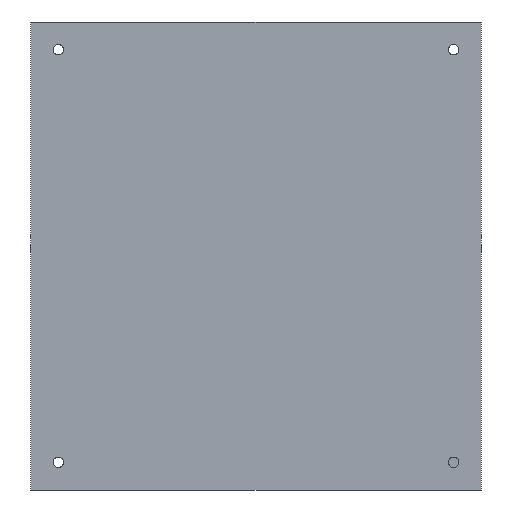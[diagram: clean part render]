
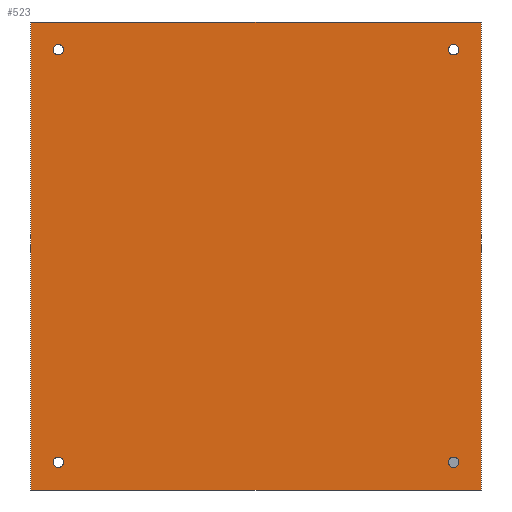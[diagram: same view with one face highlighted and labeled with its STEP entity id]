
A CAD part, front view. The second image highlights one B-rep face of the part: STEP entity #523.
In plain terms, the highlighted planar face has unit normal (0, -1, 0).
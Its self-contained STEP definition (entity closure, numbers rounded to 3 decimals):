
#2 = DIRECTION ( 'NONE',  ( 0., 0., -1. ) ) ;
#5 = EDGE_CURVE ( 'NONE', #655, #387, #667, .T. ) ;
#14 = ORIENTED_EDGE ( 'NONE', *, *, #809, .F. ) ;
#15 = DIRECTION ( 'NONE',  ( 0., 0., 1. ) ) ;
#19 = ORIENTED_EDGE ( 'NONE', *, *, #580, .T. ) ;
#20 = DIRECTION ( 'NONE',  ( 0., 1., 0. ) ) ;
#37 = DIRECTION ( 'NONE',  ( 0., 0., 1. ) ) ;
#38 = EDGE_LOOP ( 'NONE', ( #791, #14, #181, #113 ) ) ;
#41 = CARTESIAN_POINT ( 'NONE',  ( -57., 0., 58. ) ) ;
#53 = VECTOR ( 'NONE', #2, 1000. ) ;
#57 = DIRECTION ( 'NONE',  ( 0., -1., 0. ) ) ;
#59 = DIRECTION ( 'NONE',  ( 0., 0., 1. ) ) ;
#60 = CIRCLE ( 'NONE', #621, 1.5 ) ;
#62 = DIRECTION ( 'NONE',  ( 0., 1., 0. ) ) ;
#66 = CARTESIAN_POINT ( 'NONE',  ( 65., 0., 67.5 ) ) ;
#104 = AXIS2_PLACEMENT_3D ( 'NONE', #636, #57, #201 ) ;
#113 = ORIENTED_EDGE ( 'NONE', *, *, #618, .F. ) ;
#122 = EDGE_LOOP ( 'NONE', ( #670, #785 ) ) ;
#126 = FACE_BOUND ( 'NONE', #122, .T. ) ;
#130 = FACE_BOUND ( 'NONE', #487, .T. ) ;
#133 = CARTESIAN_POINT ( 'NONE',  ( 57., 0., -61. ) ) ;
#134 = DIRECTION ( 'NONE',  ( 0., 1., 0. ) ) ;
#143 = VECTOR ( 'NONE', #401, 1000. ) ;
#145 = CARTESIAN_POINT ( 'NONE',  ( -57., 0., -59.5 ) ) ;
#151 = EDGE_CURVE ( 'NONE', #544, #317, #771, .T. ) ;
#153 = VERTEX_POINT ( 'NONE', #357 ) ;
#162 = CIRCLE ( 'NONE', #702, 1.5 ) ;
#168 = DIRECTION ( 'NONE',  ( 0., 0., 1. ) ) ;
#180 = EDGE_CURVE ( 'NONE', #511, #153, #162, .T. ) ;
#181 = ORIENTED_EDGE ( 'NONE', *, *, #208, .F. ) ;
#190 = EDGE_CURVE ( 'NONE', #606, #778, #663, .T. ) ;
#191 = CARTESIAN_POINT ( 'NONE',  ( 57., 0., 59.5 ) ) ;
#194 = CARTESIAN_POINT ( 'NONE',  ( -65., 0., -67.5 ) ) ;
#201 = DIRECTION ( 'NONE',  ( 0., 0., -1. ) ) ;
#206 = LINE ( 'NONE', #658, #692 ) ;
#207 = ORIENTED_EDGE ( 'NONE', *, *, #798, .T. ) ;
#208 = EDGE_CURVE ( 'NONE', #590, #625, #206, .T. ) ;
#211 = CARTESIAN_POINT ( 'NONE',  ( 57., 0., -58. ) ) ;
#224 = ORIENTED_EDGE ( 'NONE', *, *, #608, .T. ) ;
#236 = CARTESIAN_POINT ( 'NONE',  ( -57., 0., -58. ) ) ;
#246 = CARTESIAN_POINT ( 'NONE',  ( -65., 0., 67.5 ) ) ;
#256 = FACE_OUTER_BOUND ( 'NONE', #38, .T. ) ;
#263 = AXIS2_PLACEMENT_3D ( 'NONE', #145, #389, #321 ) ;
#264 = CARTESIAN_POINT ( 'NONE',  ( -65., 0., 67.5 ) ) ;
#277 = CIRCLE ( 'NONE', #610, 1.5 ) ;
#310 = VECTOR ( 'NONE', #440, 1000. ) ;
#311 = CARTESIAN_POINT ( 'NONE',  ( -57., 0., 59.5 ) ) ;
#317 = VERTEX_POINT ( 'NONE', #211 ) ;
#318 = LINE ( 'NONE', #573, #310 ) ;
#321 = DIRECTION ( 'NONE',  ( 0., 0., 1. ) ) ;
#324 = CARTESIAN_POINT ( 'NONE',  ( 57., 0., 59.5 ) ) ;
#335 = CARTESIAN_POINT ( 'NONE',  ( -57., 0., -61. ) ) ;
#357 = CARTESIAN_POINT ( 'NONE',  ( 57., 0., 61. ) ) ;
#359 = EDGE_CURVE ( 'NONE', #317, #544, #60, .T. ) ;
#376 = FACE_BOUND ( 'NONE', #424, .T. ) ;
#382 = CARTESIAN_POINT ( 'NONE',  ( -57., 0., 61. ) ) ;
#387 = VERTEX_POINT ( 'NONE', #236 ) ;
#389 = DIRECTION ( 'NONE',  ( 0., 1., 0. ) ) ;
#401 = DIRECTION ( 'NONE',  ( 1., 0., 0. ) ) ;
#405 = LINE ( 'NONE', #264, #143 ) ;
#411 = AXIS2_PLACEMENT_3D ( 'NONE', #537, #796, #168 ) ;
#416 = ORIENTED_EDGE ( 'NONE', *, *, #151, .T. ) ;
#424 = EDGE_LOOP ( 'NONE', ( #416, #764 ) ) ;
#429 = VERTEX_POINT ( 'NONE', #41 ) ;
#434 = CARTESIAN_POINT ( 'NONE',  ( 57., 0., 58. ) ) ;
#438 = DIRECTION ( 'NONE',  ( 0., 1., 0. ) ) ;
#440 = DIRECTION ( 'NONE',  ( -1., 0., 0. ) ) ;
#487 = EDGE_LOOP ( 'NONE', ( #207, #224 ) ) ;
#493 = CARTESIAN_POINT ( 'NONE',  ( 57., 0., -59.5 ) ) ;
#500 = AXIS2_PLACEMENT_3D ( 'NONE', #191, #438, #59 ) ;
#510 = FACE_BOUND ( 'NONE', #800, .T. ) ;
#511 = VERTEX_POINT ( 'NONE', #434 ) ;
#518 = CARTESIAN_POINT ( 'NONE',  ( 65., 0., -67.5 ) ) ;
#523 = ADVANCED_FACE ( 'NONE', ( #510, #126, #256, #376, #130 ), #772, .T. ) ;
#525 = DIRECTION ( 'NONE',  ( 0., 1., 0. ) ) ;
#527 = AXIS2_PLACEMENT_3D ( 'NONE', #661, #20, #15 ) ;
#537 = CARTESIAN_POINT ( 'NONE',  ( 57., 0., -59.5 ) ) ;
#542 = CIRCLE ( 'NONE', #500, 1.5 ) ;
#544 = VERTEX_POINT ( 'NONE', #133 ) ;
#560 = VERTEX_POINT ( 'NONE', #382 ) ;
#567 = CIRCLE ( 'NONE', #527, 1.5 ) ;
#568 = DIRECTION ( 'NONE',  ( 0., 0., 1. ) ) ;
#569 = DIRECTION ( 'NONE',  ( 0., 0., 1. ) ) ;
#573 = CARTESIAN_POINT ( 'NONE',  ( -65., 0., -67.5 ) ) ;
#580 = EDGE_CURVE ( 'NONE', #153, #511, #542, .T. ) ;
#590 = VERTEX_POINT ( 'NONE', #194 ) ;
#606 = VERTEX_POINT ( 'NONE', #66 ) ;
#608 = EDGE_CURVE ( 'NONE', #560, #429, #677, .T. ) ;
#610 = AXIS2_PLACEMENT_3D ( 'NONE', #640, #525, #788 ) ;
#618 = EDGE_CURVE ( 'NONE', #778, #590, #318, .T. ) ;
#621 = AXIS2_PLACEMENT_3D ( 'NONE', #493, #803, #816 ) ;
#625 = VERTEX_POINT ( 'NONE', #246 ) ;
#630 = AXIS2_PLACEMENT_3D ( 'NONE', #311, #62, #568 ) ;
#634 = CARTESIAN_POINT ( 'NONE',  ( 65., 0., 67.5 ) ) ;
#636 = CARTESIAN_POINT ( 'NONE',  ( 0., 0., 0. ) ) ;
#640 = CARTESIAN_POINT ( 'NONE',  ( -57., 0., -59.5 ) ) ;
#649 = ORIENTED_EDGE ( 'NONE', *, *, #180, .T. ) ;
#653 = EDGE_CURVE ( 'NONE', #387, #655, #277, .T. ) ;
#655 = VERTEX_POINT ( 'NONE', #335 ) ;
#658 = CARTESIAN_POINT ( 'NONE',  ( -65., 0., 67.5 ) ) ;
#661 = CARTESIAN_POINT ( 'NONE',  ( -57., 0., 59.5 ) ) ;
#663 = LINE ( 'NONE', #634, #53 ) ;
#667 = CIRCLE ( 'NONE', #263, 1.5 ) ;
#670 = ORIENTED_EDGE ( 'NONE', *, *, #5, .T. ) ;
#677 = CIRCLE ( 'NONE', #630, 1.5 ) ;
#692 = VECTOR ( 'NONE', #37, 1000. ) ;
#702 = AXIS2_PLACEMENT_3D ( 'NONE', #324, #134, #569 ) ;
#764 = ORIENTED_EDGE ( 'NONE', *, *, #359, .T. ) ;
#771 = CIRCLE ( 'NONE', #411, 1.5 ) ;
#772 = PLANE ( 'NONE',  #104 ) ;
#778 = VERTEX_POINT ( 'NONE', #518 ) ;
#785 = ORIENTED_EDGE ( 'NONE', *, *, #653, .T. ) ;
#788 = DIRECTION ( 'NONE',  ( 0., 0., 1. ) ) ;
#791 = ORIENTED_EDGE ( 'NONE', *, *, #190, .F. ) ;
#796 = DIRECTION ( 'NONE',  ( 0., 1., 0. ) ) ;
#798 = EDGE_CURVE ( 'NONE', #429, #560, #567, .T. ) ;
#800 = EDGE_LOOP ( 'NONE', ( #649, #19 ) ) ;
#803 = DIRECTION ( 'NONE',  ( 0., 1., 0. ) ) ;
#809 = EDGE_CURVE ( 'NONE', #625, #606, #405, .T. ) ;
#816 = DIRECTION ( 'NONE',  ( 0., 0., 1. ) ) ;
